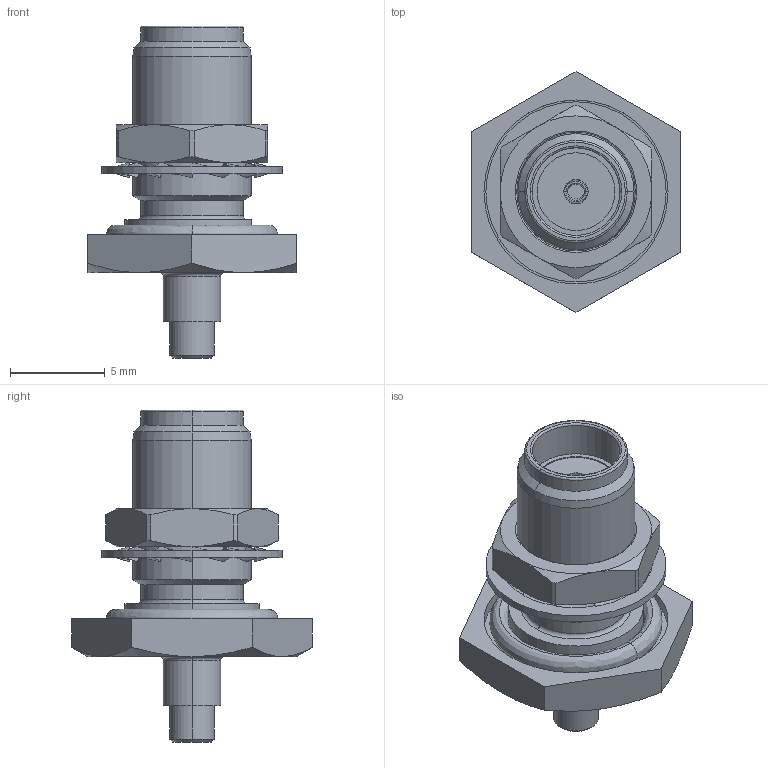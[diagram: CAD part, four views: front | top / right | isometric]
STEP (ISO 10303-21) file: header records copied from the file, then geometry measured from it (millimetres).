
FILE_DESCRIPTION (( 'STEP AP214' ), '1' );
FILE_NAME ('J01151B1321.STEP', '2014-06-13T09:36:11', ( 'Wartung1' ), ( '' ), 'SwSTEP 2.0', 'SolidWorks 2014', '' );
FILE_SCHEMA (( 'AUTOMOTIVE_DESIGN' ));
Length unit declared in the file: millimetre
Products named in the file (1): J01151B1321
Bounding box: 11 x 12.7 x 17.5 mm (x, y, z)
Volume: 589.9 mm3; surface area: 820.5 mm2
Topology: 2 solids, 2 shells, 181 faces, 428 edges, 266 vertices
Faces by surface type: plane 61, bspline 40, cylinder 38, cone 32, torus 10
Entity records: 7758 total; most frequent: CARTESIAN_POINT 1820, ORIENTED_EDGE 856, DIRECTION 742, EDGE_CURVE 428, AXIS2_PLACEMENT_3D 268, VERTEX_POINT 266, LINE 206, VECTOR 206
